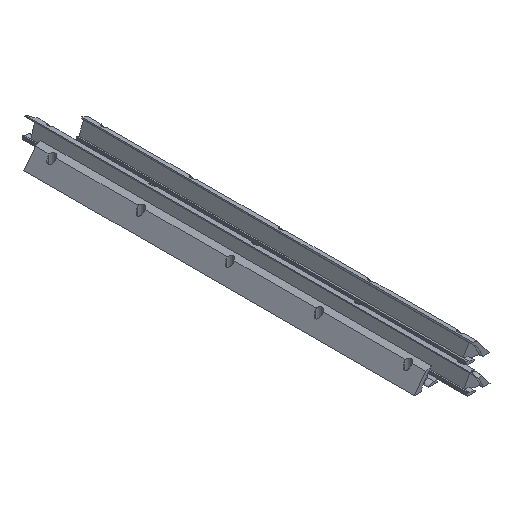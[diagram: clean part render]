
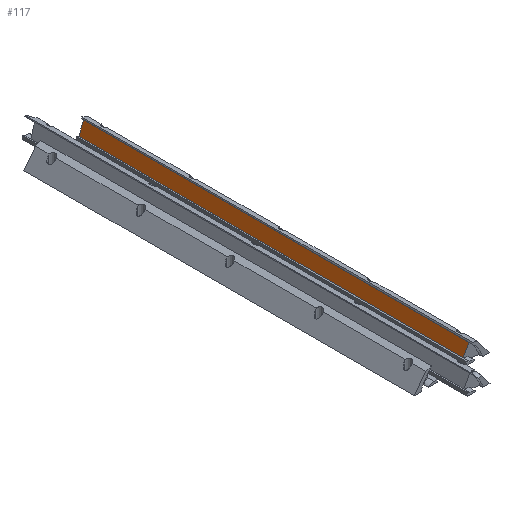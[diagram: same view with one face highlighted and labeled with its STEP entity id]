
A CAD part, isometric view. The second image highlights one B-rep face of the part: STEP entity #117.
In plain terms, the highlighted planar face has unit normal (-0.924, 0, 0.383).
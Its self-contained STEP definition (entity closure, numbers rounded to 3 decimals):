
#117=ADVANCED_FACE('',(#244),#2228,.T.);
#244=FACE_OUTER_BOUND('',#391,.T.);
#391=EDGE_LOOP('',(#849,#850,#851,#852));
#849=ORIENTED_EDGE('',*,*,#1300,.F.);
#850=ORIENTED_EDGE('',*,*,#1290,.F.);
#851=ORIENTED_EDGE('',*,*,#1301,.T.);
#852=ORIENTED_EDGE('',*,*,#1350,.F.);
#1290=EDGE_CURVE('',#1972,#1973,#1733,.T.);
#1300=EDGE_CURVE('',#1973,#2010,#1743,.T.);
#1301=EDGE_CURVE('',#1972,#2011,#1744,.T.);
#1350=EDGE_CURVE('',#2010,#2011,#1778,.T.);
#1733=B_SPLINE_CURVE_WITH_KNOTS('',1,(#5249,#5250),.UNSPECIFIED.,.F.,.F.,
(2,2),(-5.25,5.25),.UNSPECIFIED.);
#1743=B_SPLINE_CURVE_WITH_KNOTS('',1,(#5269,#5270),.UNSPECIFIED.,.F.,.F.,
(2,2),(23.74,60.696),.UNSPECIFIED.);
#1744=B_SPLINE_CURVE_WITH_KNOTS('',1,(#5271,#5272),.UNSPECIFIED.,.F.,.F.,
(2,2),(23.74,60.601),.UNSPECIFIED.);
#1778=B_SPLINE_CURVE_WITH_KNOTS('',3,(#5952,#5953,#5954,#5955),
 .UNSPECIFIED.,.F.,.F.,(4,4),(13.746,24.278),
 .UNSPECIFIED.);
#1972=VERTEX_POINT('',#5177);
#1973=VERTEX_POINT('',#5178);
#2010=VERTEX_POINT('',#5215);
#2011=VERTEX_POINT('',#5216);
#2228=PLANE('',#2305);
#2305=AXIS2_PLACEMENT_3D('',#4674,#2365,$);
#2365=DIRECTION('',(-0.924,0.,0.383));
#4674=CARTESIAN_POINT('',(-635.275,889.259,494.457));
#5177=CARTESIAN_POINT('',(-639.294,889.259,484.756));
#5178=CARTESIAN_POINT('',(-635.275,889.259,494.457));
#5215=CARTESIAN_POINT('',(-635.275,569.939,494.457));
#5216=CARTESIAN_POINT('',(-639.294,570.759,484.756));
#5249=CARTESIAN_POINT('',(-639.294,889.259,484.756));
#5250=CARTESIAN_POINT('',(-635.275,889.259,494.457));
#5269=CARTESIAN_POINT('',(-635.275,889.259,494.457));
#5270=CARTESIAN_POINT('',(-635.275,569.939,494.457));
#5271=CARTESIAN_POINT('',(-639.294,889.259,484.756));
#5272=CARTESIAN_POINT('',(-639.294,570.759,484.756));
#5952=CARTESIAN_POINT('',(-635.275,569.939,494.457));
#5953=CARTESIAN_POINT('',(-636.615,570.213,491.223));
#5954=CARTESIAN_POINT('',(-637.954,570.486,487.99));
#5955=CARTESIAN_POINT('',(-639.294,570.759,484.756));
